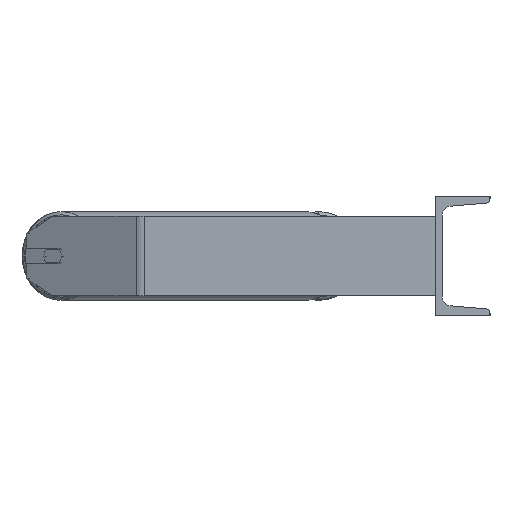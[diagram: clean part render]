
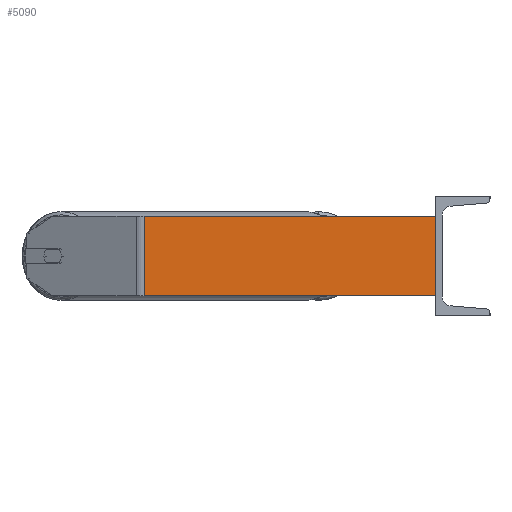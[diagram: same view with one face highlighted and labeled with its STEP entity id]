
A CAD part, left-side view. The second image highlights one B-rep face of the part: STEP entity #5090.
In plain terms, the highlighted planar face has unit normal (-1, 0, 0).
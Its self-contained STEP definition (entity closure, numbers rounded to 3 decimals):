
#20 = LINE ( 'NONE', #7610, #4212 ) ;
#67 = EDGE_LOOP ( 'NONE', ( #3854, #6267, #3719, #8321 ) ) ;
#106 = VECTOR ( 'NONE', #3670, 1000. ) ;
#132 = AXIS2_PLACEMENT_3D ( 'NONE', #7427, #1207, #3294 ) ;
#215 = EDGE_CURVE ( 'NONE', #731, #777, #7246, .T. ) ;
#731 = VERTEX_POINT ( 'NONE', #2036 ) ;
#777 = VERTEX_POINT ( 'NONE', #7850 ) ;
#1059 = CARTESIAN_POINT ( 'NONE',  ( -785., 0., 40. ) ) ;
#1079 = CARTESIAN_POINT ( 'NONE',  ( -785., 291.975, 40. ) ) ;
#1207 = DIRECTION ( 'NONE',  ( 1., 0., 0. ) ) ;
#1463 = VERTEX_POINT ( 'NONE', #2605 ) ;
#1628 = EDGE_CURVE ( 'NONE', #731, #8245, #7014, .T. ) ;
#1884 = PLANE ( 'NONE',  #132 ) ;
#1937 = DIRECTION ( 'NONE',  ( 0., 0., -1. ) ) ;
#2036 = CARTESIAN_POINT ( 'NONE',  ( -785., 291.975, 40. ) ) ;
#2509 = DIRECTION ( 'NONE',  ( 0., 0., -1. ) ) ;
#2605 = CARTESIAN_POINT ( 'NONE',  ( -785., 0., -40. ) ) ;
#3294 = DIRECTION ( 'NONE',  ( 0., 1., 0. ) ) ;
#3670 = DIRECTION ( 'NONE',  ( 0., -1., 0. ) ) ;
#3719 = ORIENTED_EDGE ( 'NONE', *, *, #1628, .F. ) ;
#3854 = ORIENTED_EDGE ( 'NONE', *, *, #8403, .T. ) ;
#3952 = FACE_OUTER_BOUND ( 'NONE', #67, .T. ) ;
#3990 = EDGE_CURVE ( 'NONE', #8245, #1463, #20, .T. ) ;
#4196 = VECTOR ( 'NONE', #6137, 1000. ) ;
#4212 = VECTOR ( 'NONE', #1937, 1000. ) ;
#5090 = ADVANCED_FACE ( 'NONE', ( #3952 ), #1884, .F. ) ;
#6137 = DIRECTION ( 'NONE',  ( 0., -1., 0. ) ) ;
#6267 = ORIENTED_EDGE ( 'NONE', *, *, #3990, .F. ) ;
#7014 = LINE ( 'NONE', #7836, #106 ) ;
#7246 = LINE ( 'NONE', #1079, #7290 ) ;
#7290 = VECTOR ( 'NONE', #2509, 1000. ) ;
#7427 = CARTESIAN_POINT ( 'NONE',  ( -785., 296.262, 40. ) ) ;
#7511 = LINE ( 'NONE', #8781, #4196 ) ;
#7610 = CARTESIAN_POINT ( 'NONE',  ( -785., 0., 40. ) ) ;
#7836 = CARTESIAN_POINT ( 'NONE',  ( -785., 296.262, 40. ) ) ;
#7850 = CARTESIAN_POINT ( 'NONE',  ( -785., 291.975, -40. ) ) ;
#8245 = VERTEX_POINT ( 'NONE', #1059 ) ;
#8321 = ORIENTED_EDGE ( 'NONE', *, *, #215, .T. ) ;
#8403 = EDGE_CURVE ( 'NONE', #777, #1463, #7511, .T. ) ;
#8781 = CARTESIAN_POINT ( 'NONE',  ( -785., 296.262, -40. ) ) ;
